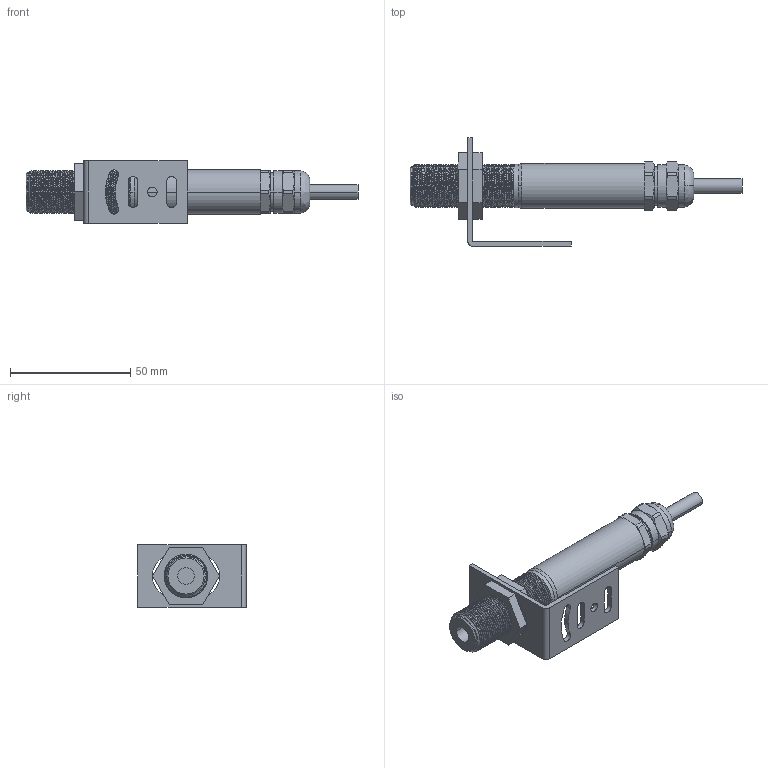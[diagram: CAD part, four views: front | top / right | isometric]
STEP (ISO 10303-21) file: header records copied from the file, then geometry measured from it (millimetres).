
FILE_DESCRIPTION (( 'STEP AP214' ), '1' );
FILE_NAME ('SRTH600-400A-2710_3D.STEP', '2022-04-07T16:00:15', ( '' ), ( '' ), 'SwSTEP 2.0', 'SolidWorks 2021', '' );
FILE_SCHEMA (( 'AUTOMOTIVE_DESIGN' ));
Length unit declared in the file: inch
Products named in the file (5): M16X1_5FANGSHUIJT; 3; SRTH600-400A-2710_3D; 1_1; 2
Assembly tree (5 placements, depth 2):
  SRTH600-400A-2710_3D
    1_1
    M16X1_5FANGSHUIJT
    2
    3  x2
Bounding box: 138 x 45 x 26 mm (x, y, z)
Volume: 36408.4 mm3; surface area: 16688.8 mm2
Topology: 5 solids, 5 shells, 278 faces, 743 edges, 483 vertices
Faces by surface type: cylinder 143, plane 54, bspline 49, cone 32
Entity records: 24653 total; most frequent: CARTESIAN_POINT 18446, ORIENTED_EDGE 1436, DIRECTION 954, EDGE_CURVE 718, VERTEX_POINT 467, AXIS2_PLACEMENT_3D 364, B_SPLINE_CURVE_WITH_KNOTS 353, EDGE_LOOP 287
